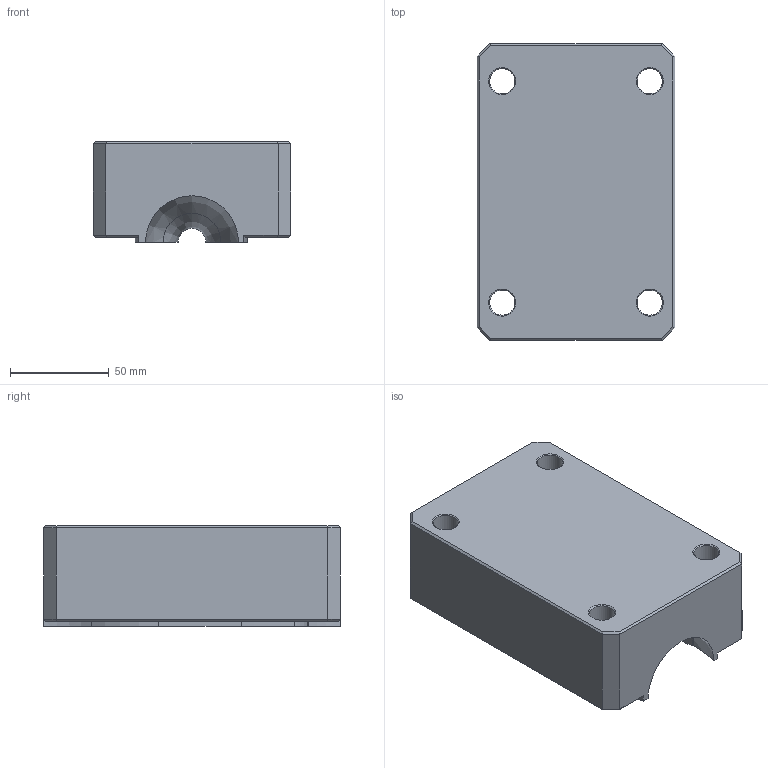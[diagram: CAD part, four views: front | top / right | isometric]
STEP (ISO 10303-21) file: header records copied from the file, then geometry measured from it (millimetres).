
FILE_DESCRIPTION(/* description */ (''),/* implementation_level */ '2;1');
FILE_NAME(/* name */ '3d Eval.step',/* time_stamp */ '2018-04-19T10:02:48-04:00',/* author */ (''),/* organization */ (''),/* preprocessor_version */ 'ST-DEVELOPER v16.13',/* originating_system */ 'Autodesk Translation Framework v6.5.0.72',/* authorisation */ '');
FILE_SCHEMA (('AUTOMOTIVE_DESIGN { 1 0 10303 214 3 1 1 }'));
Length unit declared in the file: inch
Products named in the file (1): FusionComponent
Bounding box: 100 x 150 x 50.8 mm (x, y, z)
Volume: 589723.8 mm3; surface area: 64192.9 mm2
Topology: 1 solids, 1 shells, 81 faces, 192 edges, 120 vertices
Faces by surface type: plane 40, bspline 18, cone 12, cylinder 11
Full cylindrical faces by diameter (mm): 6.375 x3, 12.7 x4, 16.002 x4
Entity records: 2667 total; most frequent: CARTESIAN_POINT 792, ORIENTED_EDGE 384, DIRECTION 364, EDGE_CURVE 192, AXIS2_PLACEMENT_3D 128, VERTEX_POINT 120, LINE 108, VECTOR 108
